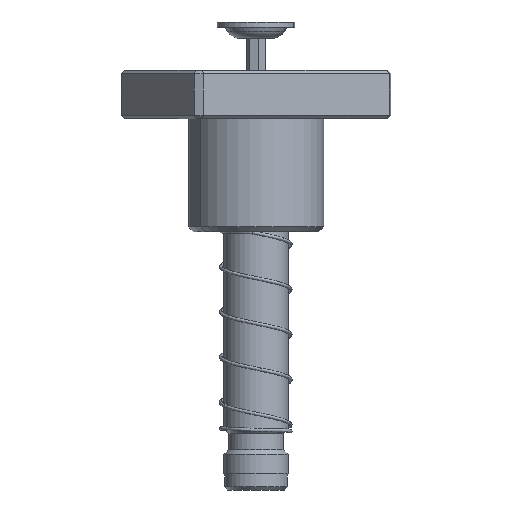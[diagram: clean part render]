
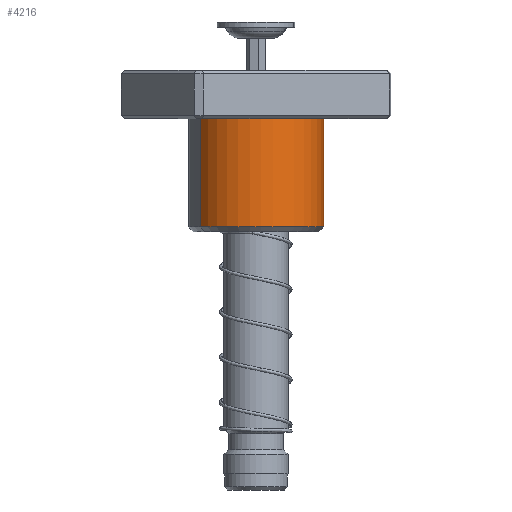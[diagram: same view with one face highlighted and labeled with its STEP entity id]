
A CAD part, front view. The second image highlights one B-rep face of the part: STEP entity #4216.
In plain terms, the highlighted cylindrical face has radius 21 mm (diameter 42 mm), a partial arc.
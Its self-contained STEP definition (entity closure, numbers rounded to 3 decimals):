
#267 = CARTESIAN_POINT ( 'NONE',  ( 21., 0., 15. ) ) ;
#1875 = CIRCLE ( 'NONE', #30634, 21. ) ;
#2113 = VECTOR ( 'NONE', #21866, 1000. ) ;
#3880 = CYLINDRICAL_SURFACE ( 'NONE', #18602, 21. ) ;
#4216 = ADVANCED_FACE ( 'NONE', ( #32068 ), #3880, .T. ) ;
#4538 = DIRECTION ( 'NONE',  ( -1., 0., 0. ) ) ;
#4691 = EDGE_CURVE ( 'NONE', #28324, #6889, #22679, .T. ) ;
#4735 = DIRECTION ( 'NONE',  ( 0., 0., -1. ) ) ;
#6283 = CIRCLE ( 'NONE', #33440, 21. ) ;
#6889 = VERTEX_POINT ( 'NONE', #267 ) ;
#7593 = CARTESIAN_POINT ( 'NONE',  ( 0., 0., 15. ) ) ;
#9340 = DIRECTION ( 'NONE',  ( 0., 0., 1. ) ) ;
#9632 = CARTESIAN_POINT ( 'NONE',  ( -21., 0., 15. ) ) ;
#11281 = ORIENTED_EDGE ( 'NONE', *, *, #4691, .F. ) ;
#12175 = AXIS2_PLACEMENT_3D ( 'NONE', #7593, #12938, #21581 ) ;
#12319 = DIRECTION ( 'NONE',  ( 0., 0., -1. ) ) ;
#12399 = CARTESIAN_POINT ( 'NONE',  ( 0., 0., 50. ) ) ;
#12938 = DIRECTION ( 'NONE',  ( 0., 0., 1. ) ) ;
#15319 = CARTESIAN_POINT ( 'NONE',  ( 21., 0., 48.5 ) ) ;
#16267 = ORIENTED_EDGE ( 'NONE', *, *, #21916, .T. ) ;
#16455 = CARTESIAN_POINT ( 'NONE',  ( 21., 0., 50. ) ) ;
#17309 = EDGE_CURVE ( 'NONE', #28324, #30687, #6283, .T. ) ;
#18034 = DIRECTION ( 'NONE',  ( 1., 0., 0. ) ) ;
#18602 = AXIS2_PLACEMENT_3D ( 'NONE', #12399, #32385, #4538 ) ;
#19717 = VECTOR ( 'NONE', #4735, 1000. ) ;
#20202 = EDGE_CURVE ( 'NONE', #30687, #24700, #20671, .T. ) ;
#20671 = LINE ( 'NONE', #30460, #19717 ) ;
#21581 = DIRECTION ( 'NONE',  ( 1., 0., 0. ) ) ;
#21866 = DIRECTION ( 'NONE',  ( 0., 0., -1. ) ) ;
#21916 = EDGE_CURVE ( 'NONE', #34765, #6889, #23872, .T. ) ;
#22679 = LINE ( 'NONE', #16455, #2113 ) ;
#23872 = CIRCLE ( 'NONE', #12175, 21. ) ;
#24700 = VERTEX_POINT ( 'NONE', #9632 ) ;
#25071 = EDGE_CURVE ( 'NONE', #24700, #34765, #1875, .T. ) ;
#26185 = CARTESIAN_POINT ( 'NONE',  ( 0., 0., 15. ) ) ;
#26526 = ORIENTED_EDGE ( 'NONE', *, *, #25071, .T. ) ;
#28026 = ORIENTED_EDGE ( 'NONE', *, *, #17309, .T. ) ;
#28324 = VERTEX_POINT ( 'NONE', #15319 ) ;
#29446 = CARTESIAN_POINT ( 'NONE',  ( 0., 0., 48.5 ) ) ;
#29470 = CARTESIAN_POINT ( 'NONE',  ( -21., 0., 48.5 ) ) ;
#29564 = DIRECTION ( 'NONE',  ( 1., 0., 0. ) ) ;
#30460 = CARTESIAN_POINT ( 'NONE',  ( -21., 0., 50. ) ) ;
#30634 = AXIS2_PLACEMENT_3D ( 'NONE', #26185, #9340, #18034 ) ;
#30687 = VERTEX_POINT ( 'NONE', #29470 ) ;
#30911 = EDGE_LOOP ( 'NONE', ( #11281, #28026, #32660, #26526, #16267 ) ) ;
#31602 = CARTESIAN_POINT ( 'NONE',  ( 0., -21., 15. ) ) ;
#32068 = FACE_OUTER_BOUND ( 'NONE', #30911, .T. ) ;
#32385 = DIRECTION ( 'NONE',  ( 0., 0., -1. ) ) ;
#32660 = ORIENTED_EDGE ( 'NONE', *, *, #20202, .T. ) ;
#33440 = AXIS2_PLACEMENT_3D ( 'NONE', #29446, #12319, #29564 ) ;
#34765 = VERTEX_POINT ( 'NONE', #31602 ) ;
